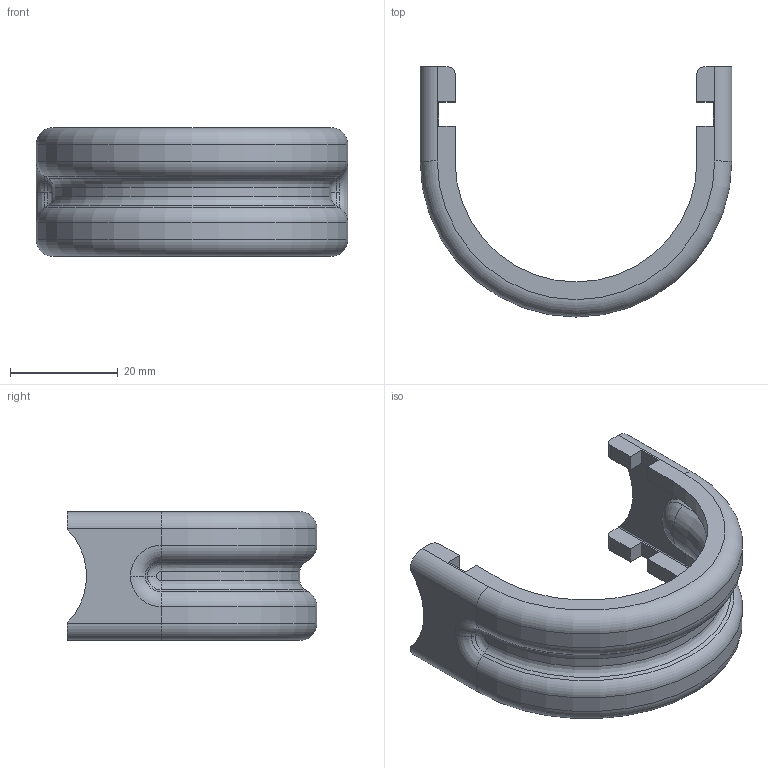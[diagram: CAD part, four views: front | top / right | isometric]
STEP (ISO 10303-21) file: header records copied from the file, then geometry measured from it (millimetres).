
FILE_DESCRIPTION (( 'STEP AP214' ), '1' );
FILE_NAME ('5999 Rail Connector Multi Purpose, Galvanized.STEP', '2021-11-11T20:19:51', ( '' ), ( '' ), 'SwSTEP 2.0', 'SolidWorks 2021', '' );
FILE_SCHEMA (( 'AUTOMOTIVE_DESIGN' ));
Length unit declared in the file: millimetre
Products named in the file (1): 5999 Rail Connector Multi Purpose, Galvanized
Bounding box: 58 x 46.5 x 24 mm (x, y, z)
Volume: 10607.5 mm3; surface area: 7978.7 mm2
Topology: 1 solids, 1 shells, 96 faces, 228 edges, 134 vertices
Faces by surface type: plane 36, torus 26, cylinder 22, cone 12
Entity records: 2782 total; most frequent: DIRECTION 530, CARTESIAN_POINT 459, ORIENTED_EDGE 456, EDGE_CURVE 228, AXIS2_PLACEMENT_3D 205, VERTEX_POINT 134, LINE 120, VECTOR 120
